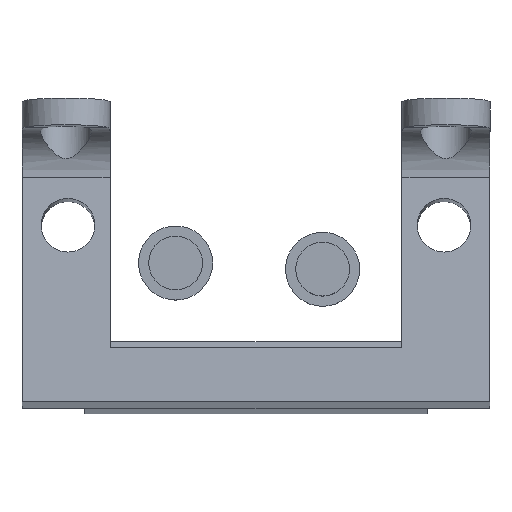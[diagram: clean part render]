
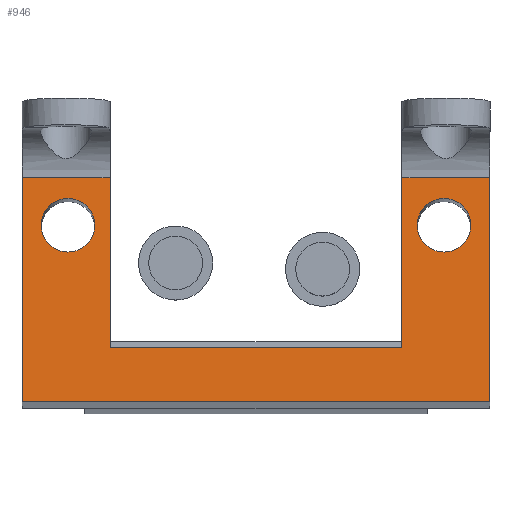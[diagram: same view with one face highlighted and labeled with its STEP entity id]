
A CAD part, top view. The second image highlights one B-rep face of the part: STEP entity #946.
In plain terms, the highlighted face is planar.
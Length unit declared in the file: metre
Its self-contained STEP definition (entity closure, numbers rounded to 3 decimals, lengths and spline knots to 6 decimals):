
#21=LINE('',#1434,#119);
#22=LINE('',#1437,#120);
#23=LINE('',#1439,#121);
#24=LINE('',#1441,#122);
#25=LINE('',#1443,#123);
#26=LINE('',#1445,#124);
#27=LINE('',#1447,#125);
#28=LINE('',#1449,#126);
#29=LINE('',#1451,#127);
#30=LINE('',#1453,#128);
#119=VECTOR('',#1175,1.);
#120=VECTOR('',#1176,1.);
#121=VECTOR('',#1177,1.);
#122=VECTOR('',#1178,1.);
#123=VECTOR('',#1179,1.);
#124=VECTOR('',#1180,1.);
#125=VECTOR('',#1181,1.);
#126=VECTOR('',#1182,1.);
#127=VECTOR('',#1183,1.);
#128=VECTOR('',#1184,1.);
#238=PLANE('',#1052);
#298=ORIENTED_EDGE('',*,*,#550,.T.);
#299=ORIENTED_EDGE('',*,*,#551,.T.);
#300=ORIENTED_EDGE('',*,*,#552,.T.);
#301=ORIENTED_EDGE('',*,*,#553,.T.);
#302=ORIENTED_EDGE('',*,*,#554,.F.);
#303=ORIENTED_EDGE('',*,*,#555,.T.);
#304=ORIENTED_EDGE('',*,*,#556,.T.);
#305=ORIENTED_EDGE('',*,*,#557,.F.);
#306=ORIENTED_EDGE('',*,*,#558,.F.);
#307=ORIENTED_EDGE('',*,*,#559,.T.);
#308=ORIENTED_EDGE('',*,*,#560,.F.);
#309=ORIENTED_EDGE('',*,*,#561,.F.);
#550=EDGE_CURVE('',#680,#680,#763,.F.);
#551=EDGE_CURVE('',#681,#681,#764,.F.);
#552=EDGE_CURVE('',#682,#683,#21,.T.);
#553=EDGE_CURVE('',#683,#684,#22,.T.);
#554=EDGE_CURVE('',#685,#684,#23,.T.);
#555=EDGE_CURVE('',#685,#686,#24,.T.);
#556=EDGE_CURVE('',#686,#687,#25,.T.);
#557=EDGE_CURVE('',#688,#687,#26,.T.);
#558=EDGE_CURVE('',#689,#688,#27,.T.);
#559=EDGE_CURVE('',#689,#690,#28,.T.);
#560=EDGE_CURVE('',#691,#690,#29,.T.);
#561=EDGE_CURVE('',#682,#691,#30,.T.);
#680=VERTEX_POINT('',#1431);
#681=VERTEX_POINT('',#1433);
#682=VERTEX_POINT('',#1435);
#683=VERTEX_POINT('',#1436);
#684=VERTEX_POINT('',#1438);
#685=VERTEX_POINT('',#1440);
#686=VERTEX_POINT('',#1442);
#687=VERTEX_POINT('',#1444);
#688=VERTEX_POINT('',#1446);
#689=VERTEX_POINT('',#1448);
#690=VERTEX_POINT('',#1450);
#691=VERTEX_POINT('',#1452);
#763=CIRCLE('',#1053,0.001725);
#764=CIRCLE('',#1054,0.001725);
#796=EDGE_LOOP('',(#298));
#797=EDGE_LOOP('',(#299));
#798=EDGE_LOOP('',(#300,#301,#302,#303,#304,#305,#306,#307,#308,#309));
#868=FACE_BOUND('',#796,.T.);
#869=FACE_BOUND('',#797,.T.);
#870=FACE_BOUND('',#798,.T.);
#946=ADVANCED_FACE('',(#868,#869,#870),#238,.T.);
#1052=AXIS2_PLACEMENT_3D('',#1429,#1169,#1170);
#1053=AXIS2_PLACEMENT_3D('',#1430,#1171,#1172);
#1054=AXIS2_PLACEMENT_3D('',#1432,#1173,#1174);
#1169=DIRECTION('',(0.,0.,-1.));
#1170=DIRECTION('',(0.,1.,0.));
#1171=DIRECTION('',(0.,0.,-1.));
#1172=DIRECTION('',(0.,1.,0.));
#1173=DIRECTION('',(0.,0.,-1.));
#1174=DIRECTION('',(0.,1.,0.));
#1175=DIRECTION('',(0.,-1.,0.));
#1176=DIRECTION('',(-1.,0.,0.));
#1177=DIRECTION('',(0.,1.,0.));
#1178=DIRECTION('',(0.,1.,0.));
#1179=DIRECTION('',(-1.,0.,0.));
#1180=DIRECTION('',(0.,1.,0.));
#1181=DIRECTION('',(0.,-1.,0.));
#1182=DIRECTION('',(-1.,0.,0.));
#1183=DIRECTION('',(0.,-1.,0.));
#1184=DIRECTION('',(-1.,0.,0.));
#1429=CARTESIAN_POINT('',(0.015,0.008945,-0.00785));
#1430=CARTESIAN_POINT('',(0.012065,-0.00066,-0.00785));
#1431=CARTESIAN_POINT('',(0.012065,0.001065,-0.00785));
#1432=CARTESIAN_POINT('',(-0.012065,-0.00066,-0.00785));
#1433=CARTESIAN_POINT('',(-0.012065,0.001065,-0.00785));
#1434=CARTESIAN_POINT('',(0.015,0.008945,-0.00785));
#1435=CARTESIAN_POINT('',(0.015,0.010695,-0.00785));
#1436=CARTESIAN_POINT('',(0.015,-0.003726,-0.00785));
#1437=CARTESIAN_POINT('',(0.015,-0.003726,-0.00785));
#1438=CARTESIAN_POINT('',(0.00936,-0.003726,-0.00785));
#1439=CARTESIAN_POINT('',(0.00936,0.008945,-0.00785));
#1440=CARTESIAN_POINT('',(0.009355,-0.008451,-0.00785));
#1441=CARTESIAN_POINT('',(0.00935,-0.008455,-0.00785));
#1442=CARTESIAN_POINT('',(0.00935,0.007195,-0.00785));
#1443=CARTESIAN_POINT('',(0.015,0.007195,-0.00785));
#1444=CARTESIAN_POINT('',(-0.00935,0.007195,-0.00785));
#1445=CARTESIAN_POINT('',(-0.00935,-0.008455,-0.00785));
#1446=CARTESIAN_POINT('',(-0.009355,-0.008451,-0.00785));
#1447=CARTESIAN_POINT('',(-0.00936,0.008945,-0.00785));
#1448=CARTESIAN_POINT('',(-0.00936,-0.003726,-0.00785));
#1449=CARTESIAN_POINT('',(0.015,-0.003726,-0.00785));
#1450=CARTESIAN_POINT('',(-0.015,-0.003726,-0.00785));
#1451=CARTESIAN_POINT('',(-0.015,0.008945,-0.00785));
#1452=CARTESIAN_POINT('',(-0.015,0.010695,-0.00785));
#1453=CARTESIAN_POINT('',(0.015,0.010695,-0.00785));
